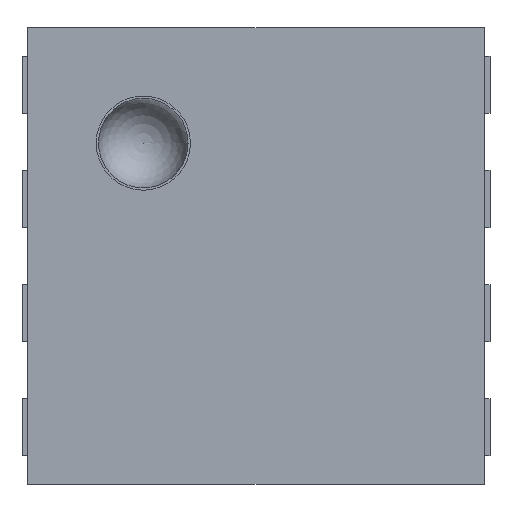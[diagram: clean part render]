
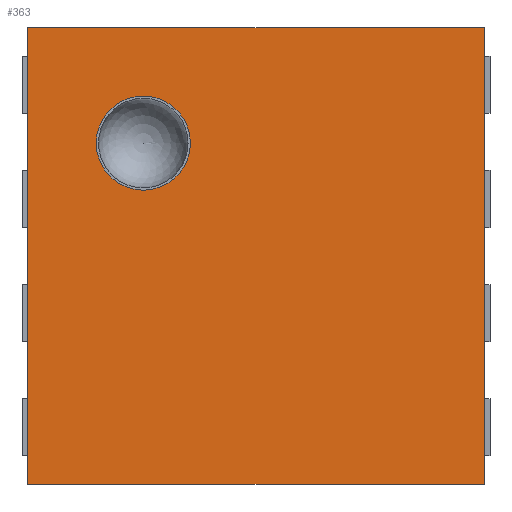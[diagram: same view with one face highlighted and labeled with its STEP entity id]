
A CAD part, top view. The second image highlights one B-rep face of the part: STEP entity #363.
In plain terms, the highlighted planar face has unit normal (0, 0, 1).
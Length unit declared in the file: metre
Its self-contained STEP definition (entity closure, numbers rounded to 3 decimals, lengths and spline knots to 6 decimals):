
#327 = EDGE_CURVE( '', #806, #807, #808, .T. );
#363 = ADVANCED_FACE( '', ( #863, #864 ), #865, .T. );
#369 = EDGE_CURVE( '', #872, #807, #873, .T. );
#373 = EDGE_CURVE( '', #879, #872, #880, .T. );
#403 = EDGE_CURVE( '', #922, #922, #923, .T. );
#517 = EDGE_CURVE( '', #879, #806, #1075, .T. );
#806 = VERTEX_POINT( '', #1427 );
#807 = VERTEX_POINT( '', #1428 );
#808 = LINE( '', #1429, #1430 );
#863 = FACE_OUTER_BOUND( '', #1509, .T. );
#864 = FACE_BOUND( '', #1510, .T. );
#865 = PLANE( '', #1511 );
#872 = VERTEX_POINT( '', #1521 );
#873 = LINE( '', #1522, #1523 );
#879 = VERTEX_POINT( '', #1532 );
#880 = LINE( '', #1533, #1534 );
#922 = VERTEX_POINT( '', #1591 );
#923 = CIRCLE( '', #1592, 0.000206 );
#1075 = LINE( '', #1822, #1823 );
#1427 = CARTESIAN_POINT( '', ( 0.001, -0.001, 0.00085 ) );
#1428 = CARTESIAN_POINT( '', ( 0.001, 0.001, 0.00085 ) );
#1429 = CARTESIAN_POINT( '', ( 0.001, -0.001, 0.00085 ) );
#1430 = VECTOR( '', #2175, 1. );
#1509 = EDGE_LOOP( '', ( #2229, #2230, #2231, #2232 ) );
#1510 = EDGE_LOOP( '', ( #2233 ) );
#1511 = AXIS2_PLACEMENT_3D( '', #2234, #2235, #2236 );
#1521 = CARTESIAN_POINT( '', ( -0.001, 0.001, 0.00085 ) );
#1522 = CARTESIAN_POINT( '', ( -0.001, 0.001, 0.00085 ) );
#1523 = VECTOR( '', #2246, 1. );
#1532 = CARTESIAN_POINT( '', ( -0.001, -0.001, 0.00085 ) );
#1533 = CARTESIAN_POINT( '', ( -0.001, -0.001, 0.00085 ) );
#1534 = VECTOR( '', #2248, 1. );
#1591 = CARTESIAN_POINT( '', ( -0.000288, 0.000494, 0.00085 ) );
#1592 = AXIS2_PLACEMENT_3D( '', #2312, #2313, #2314 );
#1822 = CARTESIAN_POINT( '', ( -0.001, -0.001, 0.00085 ) );
#1823 = VECTOR( '', #2490, 1. );
#2175 = DIRECTION( '', ( 0., 1., 0. ) );
#2229 = ORIENTED_EDGE( '', *, *, #373, .F. );
#2230 = ORIENTED_EDGE( '', *, *, #517, .T. );
#2231 = ORIENTED_EDGE( '', *, *, #327, .T. );
#2232 = ORIENTED_EDGE( '', *, *, #369, .F. );
#2233 = ORIENTED_EDGE( '', *, *, #403, .F. );
#2234 = CARTESIAN_POINT( '', ( -0.001, -0.001, 0.00085 ) );
#2235 = DIRECTION( '', ( 0., 0., 1. ) );
#2236 = DIRECTION( '', ( 1., 0., 0. ) );
#2246 = DIRECTION( '', ( 1., 0., 0. ) );
#2248 = DIRECTION( '', ( 0., 1., 0. ) );
#2312 = CARTESIAN_POINT( '', ( -0.000494, 0.000494, 0.00085 ) );
#2313 = DIRECTION( '', ( 0., 0., 1. ) );
#2314 = DIRECTION( '', ( 1., 0., 0. ) );
#2490 = DIRECTION( '', ( 1., 0., 0. ) );
